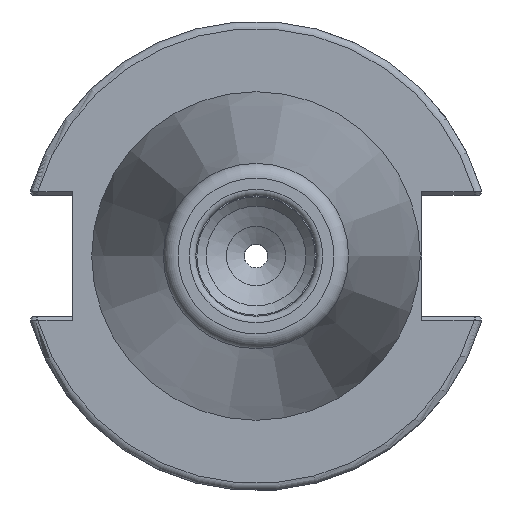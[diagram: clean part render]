
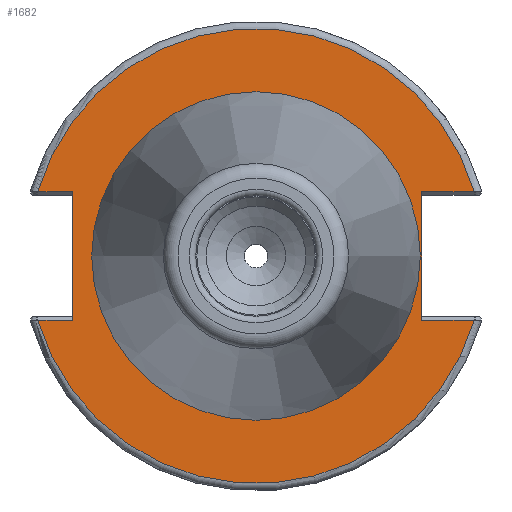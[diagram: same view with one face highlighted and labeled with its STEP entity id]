
A CAD part, left-side view. The second image highlights one B-rep face of the part: STEP entity #1682.
In plain terms, the highlighted planar face has unit normal (-1, 0, 0).
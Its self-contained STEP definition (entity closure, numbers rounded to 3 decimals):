
#49=FACE_BOUND('',#443,.T.);
#58=PLANE('',#1833);
#133=LINE('',#2741,#237);
#135=LINE('',#2809,#239);
#136=LINE('',#2811,#240);
#137=LINE('',#2815,#241);
#138=LINE('',#2817,#242);
#139=LINE('',#2818,#243);
#237=VECTOR('',#2072,10.);
#239=VECTOR('',#2090,10.);
#240=VECTOR('',#2091,10.);
#241=VECTOR('',#2094,10.);
#242=VECTOR('',#2095,10.);
#243=VECTOR('',#2096,10.);
#347=FACE_OUTER_BOUND('',#442,.T.);
#442=EDGE_LOOP('',(#1252,#1253,#1254,#1255,#1256,#1257,#1258,#1259));
#443=EDGE_LOOP('',(#1260,#1261));
#556=CIRCLE('',#1832,30.775);
#557=CIRCLE('',#1834,30.775);
#558=CIRCLE('',#1835,22.225);
#559=CIRCLE('',#1836,22.225);
#711=VERTEX_POINT('',#2734);
#714=VERTEX_POINT('',#2739);
#720=VERTEX_POINT('',#2787);
#722=VERTEX_POINT('',#2808);
#723=VERTEX_POINT('',#2810);
#724=VERTEX_POINT('',#2812);
#725=VERTEX_POINT('',#2814);
#726=VERTEX_POINT('',#2816);
#727=VERTEX_POINT('',#2819);
#728=VERTEX_POINT('',#2820);
#910=EDGE_CURVE('',#714,#711,#133,.T.);
#920=EDGE_CURVE('',#711,#720,#556,.T.);
#923=EDGE_CURVE('',#714,#722,#135,.T.);
#924=EDGE_CURVE('',#723,#722,#136,.T.);
#925=EDGE_CURVE('',#724,#723,#557,.T.);
#926=EDGE_CURVE('',#725,#724,#137,.T.);
#927=EDGE_CURVE('',#725,#726,#138,.T.);
#928=EDGE_CURVE('',#720,#726,#139,.T.);
#929=EDGE_CURVE('',#727,#728,#558,.T.);
#930=EDGE_CURVE('',#728,#727,#559,.T.);
#1252=ORIENTED_EDGE('',*,*,#910,.F.);
#1253=ORIENTED_EDGE('',*,*,#923,.T.);
#1254=ORIENTED_EDGE('',*,*,#924,.F.);
#1255=ORIENTED_EDGE('',*,*,#925,.F.);
#1256=ORIENTED_EDGE('',*,*,#926,.F.);
#1257=ORIENTED_EDGE('',*,*,#927,.T.);
#1258=ORIENTED_EDGE('',*,*,#928,.F.);
#1259=ORIENTED_EDGE('',*,*,#920,.F.);
#1260=ORIENTED_EDGE('',*,*,#929,.T.);
#1261=ORIENTED_EDGE('',*,*,#930,.T.);
#1682=ADVANCED_FACE('',(#347,#49),#58,.T.);
#1832=AXIS2_PLACEMENT_3D('',#2788,#2086,#2087);
#1833=AXIS2_PLACEMENT_3D('',#2807,#2088,#2089);
#1834=AXIS2_PLACEMENT_3D('',#2813,#2092,#2093);
#1835=AXIS2_PLACEMENT_3D('',#2821,#2097,#2098);
#1836=AXIS2_PLACEMENT_3D('',#2822,#2099,#2100);
#2072=DIRECTION('',(0.,-1.,0.));
#2086=DIRECTION('center_axis',(1.,0.,0.));
#2087=DIRECTION('ref_axis',(0.,0.,-1.));
#2088=DIRECTION('center_axis',(-1.,0.,0.));
#2089=DIRECTION('ref_axis',(0.,0.,1.));
#2090=DIRECTION('',(0.,0.,1.));
#2091=DIRECTION('',(0.,1.,0.));
#2092=DIRECTION('center_axis',(1.,0.,0.));
#2093=DIRECTION('ref_axis',(0.,0.,-1.));
#2094=DIRECTION('',(0.,1.,0.));
#2095=DIRECTION('',(0.,0.,-1.));
#2096=DIRECTION('',(0.,-1.,0.));
#2097=DIRECTION('center_axis',(1.,0.,0.));
#2098=DIRECTION('ref_axis',(0.,0.,-1.));
#2099=DIRECTION('center_axis',(1.,0.,0.));
#2100=DIRECTION('ref_axis',(0.,0.,-1.));
#2734=CARTESIAN_POINT('',(3.175,-29.523,-8.69));
#2739=CARTESIAN_POINT('',(3.175,-22.41,-8.69));
#2741=CARTESIAN_POINT('',(3.175,-4.878,-8.69));
#2787=CARTESIAN_POINT('',(3.175,29.523,-8.69));
#2788=CARTESIAN_POINT('Origin',(3.175,0.,
0.));
#2807=CARTESIAN_POINT('Origin',(3.175,30.775,0.));
#2808=CARTESIAN_POINT('',(3.175,-22.41,8.69));
#2809=CARTESIAN_POINT('',(3.175,-22.41,-4.095));
#2810=CARTESIAN_POINT('',(3.175,-29.523,8.69));
#2811=CARTESIAN_POINT('',(3.175,4.182,8.69));
#2812=CARTESIAN_POINT('',(3.175,29.523,8.69));
#2813=CARTESIAN_POINT('Origin',(3.175,0.,
0.));
#2814=CARTESIAN_POINT('',(3.175,24.8,8.69));
#2815=CARTESIAN_POINT('',(3.175,32.958,8.69));
#2816=CARTESIAN_POINT('',(3.175,24.8,-8.69));
#2817=CARTESIAN_POINT('',(3.175,24.8,4.095));
#2818=CARTESIAN_POINT('',(3.175,27.788,-8.69));
#2819=CARTESIAN_POINT('',(3.175,22.225,0.));
#2820=CARTESIAN_POINT('',(3.175,-22.225,0.));
#2821=CARTESIAN_POINT('Origin',(3.175,0.,
0.));
#2822=CARTESIAN_POINT('Origin',(3.175,0.,
0.));
